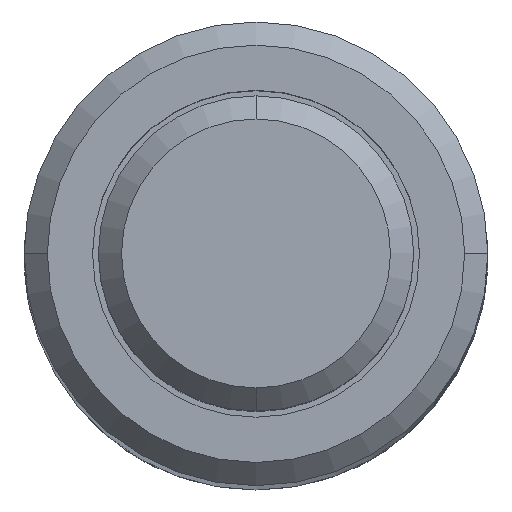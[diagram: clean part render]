
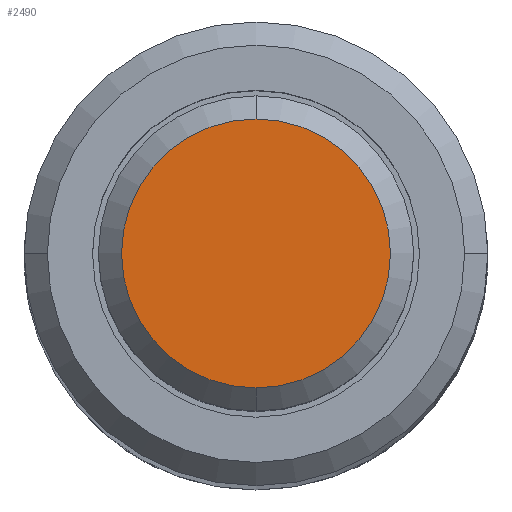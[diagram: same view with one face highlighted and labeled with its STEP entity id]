
A CAD part, top view. The second image highlights one B-rep face of the part: STEP entity #2490.
In plain terms, the highlighted planar face has unit normal (0, 0, 1).
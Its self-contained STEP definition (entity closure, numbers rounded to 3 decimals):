
#2013=CARTESIAN_POINT('',(0.,0.,51.2));
#2014=DIRECTION('',(0.,0.,-1.));
#2015=DIRECTION('',(0.,-1.,0.));
#2016=AXIS2_PLACEMENT_3D('',#2013,#2014,#2015);
#2018=CARTESIAN_POINT('',(0.,0.,51.2));
#2019=DIRECTION('',(0.,0.,-1.));
#2020=DIRECTION('',(0.,1.,0.));
#2021=AXIS2_PLACEMENT_3D('',#2018,#2019,#2020);
#2027=CARTESIAN_POINT('',(0.,-2.9,51.2));
#2028=CARTESIAN_POINT('',(0.,2.9,51.2));
#2029=VERTEX_POINT('',#2027);
#2030=VERTEX_POINT('',#2028);
#2481=CARTESIAN_POINT('',(0.,0.,51.2));
#2482=DIRECTION('',(0.,0.,1.));
#2483=DIRECTION('',(0.,1.,0.));
#2484=AXIS2_PLACEMENT_3D('',#2481,#2482,#2483);
#2485=PLANE('',#2484);
#2486=ORIENTED_EDGE('',*,*,#2468,.T.);
#2487=ORIENTED_EDGE('',*,*,#2447,.T.);
#2488=EDGE_LOOP('',(#2486,#2487));
#2489=FACE_OUTER_BOUND('',#2488,.F.);
#2490=ADVANCED_FACE('',(#2489),#2485,.T.);
#2017=CIRCLE('',#2016,2.9);
#2022=CIRCLE('',#2021,2.9);
#2447=EDGE_CURVE('',#2030,#2029,#2022,.T.);
#2468=EDGE_CURVE('',#2029,#2030,#2017,.T.);
